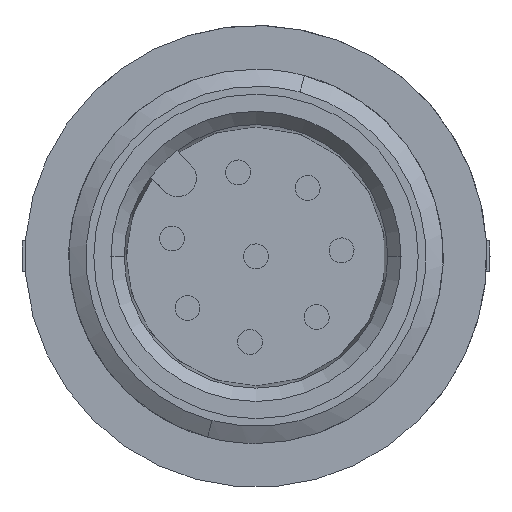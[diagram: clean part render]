
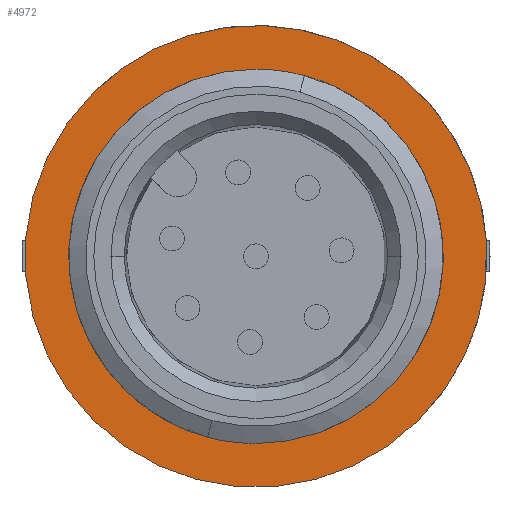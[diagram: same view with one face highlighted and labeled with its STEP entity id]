
A CAD part, left-side view. The second image highlights one B-rep face of the part: STEP entity #4972.
In plain terms, the highlighted face is planar.
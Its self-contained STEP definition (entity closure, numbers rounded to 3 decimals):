
#4900=CARTESIAN_POINT('',(20.854,25.839,222.));
#4901=VERTEX_POINT('',#4900);
#4908=CARTESIAN_POINT('',(15.279,38.106,222.));
#4909=VERTEX_POINT('',#4908);
#4910=CARTESIAN_POINT('',(20.854,33.239,222.));
#4911=DIRECTION('',(-0.,-0.,1.));
#4912=DIRECTION('',(0.,1.,0.));
#4913=AXIS2_PLACEMENT_3D('',#4910,#4911,#4912);
#4914=CIRCLE('',#4913,7.4);
#4915=EDGE_CURVE('',#4909,#4901,#4914,.T.);
#4917=CARTESIAN_POINT('',(20.854,40.639,222.));
#4918=VERTEX_POINT('',#4917);
#4919=CARTESIAN_POINT('',(20.854,33.239,222.));
#4920=DIRECTION('',(-0.,-0.,1.));
#4921=DIRECTION('',(0.,1.,0.));
#4922=AXIS2_PLACEMENT_3D('',#4919,#4920,#4921);
#4923=CIRCLE('',#4922,7.4);
#4924=EDGE_CURVE('',#4918,#4909,#4923,.T.);
#4936=CARTESIAN_POINT('',(26.515,36.733,222.));
#4937=DIRECTION('',(-0.,-0.,1.));
#4938=DIRECTION('',(1.,-0.,0.));
#4939=AXIS2_PLACEMENT_3D('',#4936,#4937,#4938);
#4940=PLANE('',#4939);
#4941=CARTESIAN_POINT('',(25.096,37.482,222.));
#4942=VERTEX_POINT('',#4941);
#4943=CARTESIAN_POINT('',(16.611,28.996,222.));
#4944=VERTEX_POINT('',#4943);
#4945=CARTESIAN_POINT('',(20.854,33.239,222.));
#4946=DIRECTION('',(-0.,-0.,1.));
#4947=DIRECTION('',(-0.707,-0.707,-0.));
#4948=AXIS2_PLACEMENT_3D('',#4945,#4946,#4947);
#4949=CIRCLE('',#4948,6.);
#4950=EDGE_CURVE('',#4942,#4944,#4949,.T.);
#4951=ORIENTED_EDGE('',*,*,#4950,.F.);
#4952=CARTESIAN_POINT('',(20.854,33.239,222.));
#4953=DIRECTION('',(-0.,-0.,1.));
#4954=DIRECTION('',(-0.707,-0.707,-0.));
#4955=AXIS2_PLACEMENT_3D('',#4952,#4953,#4954);
#4956=CIRCLE('',#4955,6.);
#4957=EDGE_CURVE('',#4944,#4942,#4956,.T.);
#4958=ORIENTED_EDGE('',*,*,#4957,.F.);
#4959=EDGE_LOOP('',(#4951,#4958));
#4960=FACE_BOUND('',#4959,.T.);
#4961=ORIENTED_EDGE('',*,*,#4924,.T.);
#4962=ORIENTED_EDGE('',*,*,#4915,.T.);
#4963=CARTESIAN_POINT('',(20.854,33.239,222.));
#4964=DIRECTION('',(-0.,-0.,1.));
#4965=DIRECTION('',(0.,1.,0.));
#4966=AXIS2_PLACEMENT_3D('',#4963,#4964,#4965);
#4967=CIRCLE('',#4966,7.4);
#4968=EDGE_CURVE('',#4901,#4918,#4967,.T.);
#4969=ORIENTED_EDGE('',*,*,#4968,.T.);
#4970=EDGE_LOOP('',(#4961,#4962,#4969));
#4971=FACE_BOUND('',#4970,.T.);
#4972=ADVANCED_FACE('',(#4960,#4971),#4940,.T.);
